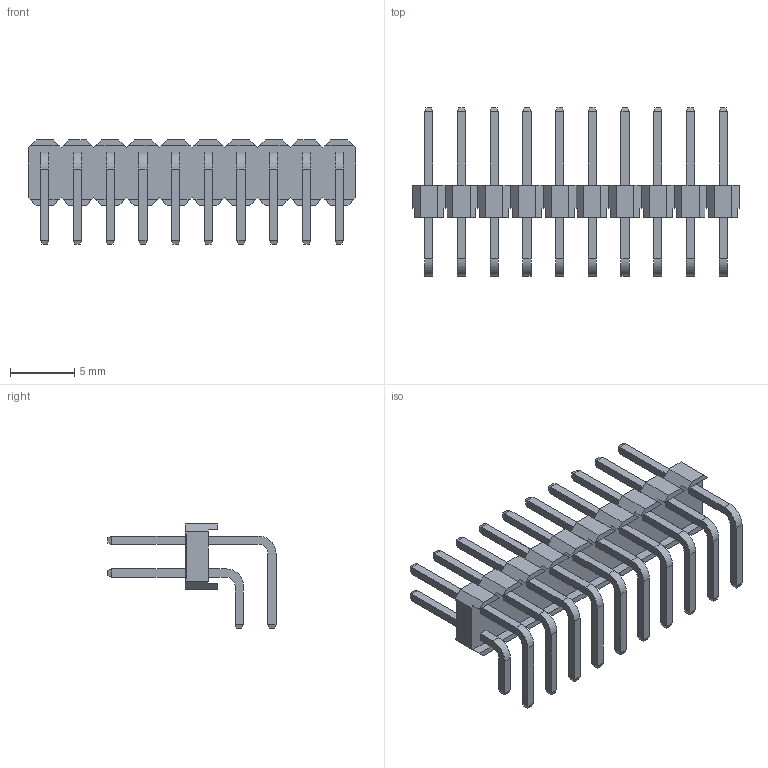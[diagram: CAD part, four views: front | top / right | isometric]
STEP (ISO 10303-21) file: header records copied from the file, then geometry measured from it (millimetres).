
FILE_DESCRIPTION(('STEP AP214'), '1');
FILE_NAME('PLD-R1', '', ('UNSPECIFIED'), ('UNSPECIFIED'), 'ASCON STEP Converter 1.6', 'ASCON Math Kernel', '');
FILE_SCHEMA(('AUTOMOTIVE_DESIGN { 1 0 10303 214 3 1 1}'));
Length unit declared in the file: millimetre
Bounding box: 25.4 x 13.04 x 8.08 mm (x, y, z)
Volume: 349.2 mm3; surface area: 1181.6 mm2
Topology: 1 solids, 1 shells, 597 faces, 1478 edges, 932 vertices
Faces by surface type: plane 557, cylinder 40
Entity records: 21988 total; most frequent: CARTESIAN_POINT 3008, ORIENTED_EDGE 2956, DIRECTION 2754, EDGE_CURVE 1478, LINE 1398, VECTOR 1398, VERTEX_POINT 932, AXIS2_PLACEMENT_3D 678
